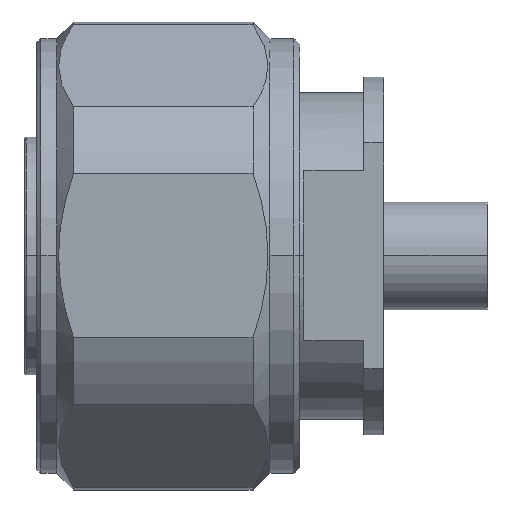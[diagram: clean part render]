
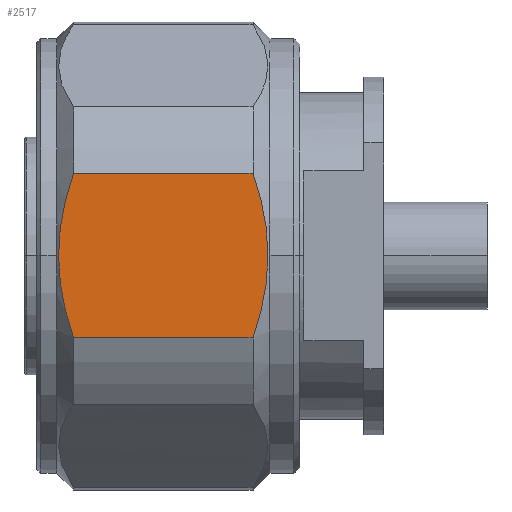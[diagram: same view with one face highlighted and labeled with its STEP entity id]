
A CAD part, top view. The second image highlights one B-rep face of the part: STEP entity #2517.
In plain terms, the highlighted planar face has unit normal (0, 0, 1).
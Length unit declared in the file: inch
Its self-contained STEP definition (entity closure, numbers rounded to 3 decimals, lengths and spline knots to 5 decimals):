
#27 = VERTEX_POINT ( 'NONE', #1338 ) ;
#55 = CARTESIAN_POINT ( 'NONE',  ( 0.47966, -0.02755, 0.43306 ) ) ;
#87 = CARTESIAN_POINT ( 'NONE',  ( 0.47542, -0.06539, 0.43307 ) ) ;
#166 = EDGE_CURVE ( 'NONE', #4014, #2251, #2727, .T. ) ;
#220 = CARTESIAN_POINT ( 'NONE',  ( 0.07815, -0.09926, 0.43307 ) ) ;
#290 = CARTESIAN_POINT ( 'NONE',  ( 0.45079, -0.16263, 0.43307 ) ) ;
#297 = PLANE ( 'NONE',  #3184 ) ;
#299 = CARTESIAN_POINT ( 'NONE',  ( 0.48031, 0., 0.43307 ) ) ;
#347 = CARTESIAN_POINT ( 'NONE',  ( 0.02362, -0.16263, 0.43307 ) ) ;
#412 = CARTESIAN_POINT ( 'NONE',  ( 0.07349, 0.0756, 0.43308 ) ) ;
#486 = EDGE_CURVE ( 'NONE', #2757, #27, #1442, .T. ) ;
#571 = CARTESIAN_POINT ( 'NONE',  ( 0.47374, -0.07577, 0.43307 ) ) ;
#579 = LINE ( 'NONE', #1823, #2664 ) ;
#595 = CARTESIAN_POINT ( 'NONE',  ( 0.48031, -0.01382, 0.43307 ) ) ;
#668 = CARTESIAN_POINT ( 'NONE',  ( 0.09646, -0.16263, 0.43307 ) ) ;
#723 = EDGE_CURVE ( 'NONE', #27, #4552, #4201, .T. ) ;
#778 = CARTESIAN_POINT ( 'NONE',  ( 0.06693, 0., 0.43307 ) ) ;
#793 = CARTESIAN_POINT ( 'NONE',  ( 0.45079, 0.16263, 0.43307 ) ) ;
#860 = CARTESIAN_POINT ( 'NONE',  ( 0.48031, 0., 0.43307 ) ) ;
#936 = CARTESIAN_POINT ( 'NONE',  ( 0.08695, 0.13558, 0.43307 ) ) ;
#962 = CARTESIAN_POINT ( 'NONE',  ( 0.07443, 0.08088, 0.43308 ) ) ;
#1003 = CARTESIAN_POINT ( 'NONE',  ( 0.46029, -0.1356, 0.43307 ) ) ;
#1023 = CARTESIAN_POINT ( 'NONE',  ( 0.46912, 0.09914, 0.43308 ) ) ;
#1100 = CARTESIAN_POINT ( 'NONE',  ( 0.08752, -0.13576, 0.43307 ) ) ;
#1149 = CARTESIAN_POINT ( 'NONE',  ( 0.08043, -0.10919, 0.43307 ) ) ;
#1305 = ORIENTED_EDGE ( 'NONE', *, *, #3663, .F. ) ;
#1338 = CARTESIAN_POINT ( 'NONE',  ( 0.06693, 0., 0.43307 ) ) ;
#1427 = CARTESIAN_POINT ( 'NONE',  ( 0.47689, -0.05504, 0.43307 ) ) ;
#1442 = B_SPLINE_CURVE_WITH_KNOTS ( 'NONE', 3,
 ( #3682, #2457, #1100, #5011, #1149, #220, #1974, #5437, #5487, #2842, #2003, #4232, #1585 ),
 .UNSPECIFIED., .F., .F.,
 ( 4, 2, 2, 1, 2, 2, 4 ),
 ( 0., 0.25, 0.375, 0.4375, 0.46875, 0.5, 1. ),
 .UNSPECIFIED. ) ;
#1485 = VERTEX_POINT ( 'NONE', #793 ) ;
#1585 = CARTESIAN_POINT ( 'NONE',  ( 0.06693, 0., 0.43307 ) ) ;
#1613 = DIRECTION ( 'NONE',  ( 1., 0., 0. ) ) ;
#1643 = FACE_OUTER_BOUND ( 'NONE', #4928, .T. ) ;
#1648 = CARTESIAN_POINT ( 'NONE',  ( 0.47218, 0.08428, 0.43308 ) ) ;
#1650 = CARTESIAN_POINT ( 'NONE',  ( 0.06953, 0.04803, 0.43307 ) ) ;
#1678 = CARTESIAN_POINT ( 'NONE',  ( 0.07181, 0.06523, 0.43308 ) ) ;
#1707 = CARTESIAN_POINT ( 'NONE',  ( 0.0726, 0.07041, 0.43308 ) ) ;
#1733 = LINE ( 'NONE', #347, #5649 ) ;
#1823 = CARTESIAN_POINT ( 'NONE',  ( 0.02362, 0.16263, 0.43307 ) ) ;
#1891 = CARTESIAN_POINT ( 'NONE',  ( 0.45973, 0.13572, 0.43307 ) ) ;
#1974 = CARTESIAN_POINT ( 'NONE',  ( 0.07706, -0.0943, 0.43307 ) ) ;
#2003 = CARTESIAN_POINT ( 'NONE',  ( 0.06954, -0.0549, 0.43307 ) ) ;
#2060 = EDGE_CURVE ( 'NONE', #2251, #2757, #1733, .T. ) ;
#2171 = CARTESIAN_POINT ( 'NONE',  ( 0.0741, 0.07907, 0.43308 ) ) ;
#2251 = VERTEX_POINT ( 'NONE', #290 ) ;
#2321 = CARTESIAN_POINT ( 'NONE',  ( 0.45554, 0.1491, 0.43307 ) ) ;
#2457 = CARTESIAN_POINT ( 'NONE',  ( 0.09171, -0.14912, 0.43307 ) ) ;
#2517 = ADVANCED_FACE ( 'NONE', ( #1643 ), #297, .T. ) ;
#2651 = ORIENTED_EDGE ( 'NONE', *, *, #723, .F. ) ;
#2664 = VECTOR ( 'NONE', #5368, 39.37008 ) ;
#2727 = B_SPLINE_CURVE_WITH_KNOTS ( 'NONE', 3,
 ( #3167, #595, #55, #3571, #1427, #87, #4937, #571, #4067, #3199, #4966, #1003, #2759 ),
 .UNSPECIFIED., .F., .F.,
 ( 4, 2, 2, 1, 2, 2, 4 ),
 ( 0., 0.25, 0.375, 0.4375, 0.46875, 0.5, 1. ),
 .UNSPECIFIED. ) ;
#2757 = VERTEX_POINT ( 'NONE', #668 ) ;
#2759 = CARTESIAN_POINT ( 'NONE',  ( 0.45079, -0.16263, 0.43307 ) ) ;
#2842 = CARTESIAN_POINT ( 'NONE',  ( 0.07508, -0.08446, 0.43307 ) ) ;
#2922 = CARTESIAN_POINT ( 'NONE',  ( 0.47122, 0.08918, 0.43308 ) ) ;
#3167 = CARTESIAN_POINT ( 'NONE',  ( 0.48031, 0., 0.43307 ) ) ;
#3184 = AXIS2_PLACEMENT_3D ( 'NONE', #5174, #5645, #1613 ) ;
#3199 = CARTESIAN_POINT ( 'NONE',  ( 0.4728, -0.08106, 0.43307 ) ) ;
#3350 = CARTESIAN_POINT ( 'NONE',  ( 0.48031, 0.02754, 0.43307 ) ) ;
#3493 = DIRECTION ( 'NONE',  ( -1., 0., 0. ) ) ;
#3571 = CARTESIAN_POINT ( 'NONE',  ( 0.47771, -0.04817, 0.43306 ) ) ;
#3618 = B_SPLINE_CURVE_WITH_KNOTS ( 'NONE', 3,
 ( #4527, #2321, #1891, #5406, #4986, #1023, #3759, #2922, #5177, #1648, #5537, #3350, #299 ),
 .UNSPECIFIED., .F., .F.,
 ( 4, 2, 2, 1, 2, 2, 4 ),
 ( 0., 0.25, 0.375, 0.4375, 0.46875, 0.5, 1. ),
 .UNSPECIFIED. ) ;
#3663 = EDGE_CURVE ( 'NONE', #1485, #4014, #3618, .T. ) ;
#3682 = CARTESIAN_POINT ( 'NONE',  ( 0.09646, -0.16263, 0.43307 ) ) ;
#3712 = ORIENTED_EDGE ( 'NONE', *, *, #166, .F. ) ;
#3759 = CARTESIAN_POINT ( 'NONE',  ( 0.47021, 0.09416, 0.43308 ) ) ;
#3904 = CARTESIAN_POINT ( 'NONE',  ( 0.07034, 0.05489, 0.43307 ) ) ;
#3972 = EDGE_CURVE ( 'NONE', #4552, #1485, #579, .T. ) ;
#4014 = VERTEX_POINT ( 'NONE', #860 ) ;
#4067 = CARTESIAN_POINT ( 'NONE',  ( 0.47313, -0.07924, 0.43307 ) ) ;
#4079 = CARTESIAN_POINT ( 'NONE',  ( 0.07971, 0.10911, 0.43308 ) ) ;
#4201 = B_SPLINE_CURVE_WITH_KNOTS ( 'NONE', 3,
 ( #778, #5622, #5594, #1650, #3904, #1678, #1707, #412, #2171, #962, #4079, #936, #5351 ),
 .UNSPECIFIED., .F., .F.,
 ( 4, 2, 2, 1, 2, 2, 4 ),
 ( 0., 0.25, 0.375, 0.4375, 0.46875, 0.5, 1. ),
 .UNSPECIFIED. ) ;
#4232 = CARTESIAN_POINT ( 'NONE',  ( 0.06693, -0.02765, 0.43307 ) ) ;
#4453 = ORIENTED_EDGE ( 'NONE', *, *, #486, .F. ) ;
#4527 = CARTESIAN_POINT ( 'NONE',  ( 0.45079, 0.16263, 0.43307 ) ) ;
#4552 = VERTEX_POINT ( 'NONE', #4996 ) ;
#4818 = ORIENTED_EDGE ( 'NONE', *, *, #3972, .F. ) ;
#4928 = EDGE_LOOP ( 'NONE', ( #4946, #3712, #1305, #4818, #2651, #4453 ) ) ;
#4937 = CARTESIAN_POINT ( 'NONE',  ( 0.47463, -0.07058, 0.43307 ) ) ;
#4946 = ORIENTED_EDGE ( 'NONE', *, *, #2060, .F. ) ;
#4966 = CARTESIAN_POINT ( 'NONE',  ( 0.46752, -0.10919, 0.43307 ) ) ;
#4986 = CARTESIAN_POINT ( 'NONE',  ( 0.46683, 0.1091, 0.43308 ) ) ;
#4996 = CARTESIAN_POINT ( 'NONE',  ( 0.09646, 0.16263, 0.43307 ) ) ;
#5011 = CARTESIAN_POINT ( 'NONE',  ( 0.0821, -0.11582, 0.43307 ) ) ;
#5174 = CARTESIAN_POINT ( 'NONE',  ( 0.75984, -0.25003, 0.43307 ) ) ;
#5177 = CARTESIAN_POINT ( 'NONE',  ( 0.47188, 0.08586, 0.43308 ) ) ;
#5351 = CARTESIAN_POINT ( 'NONE',  ( 0.09646, 0.16263, 0.43307 ) ) ;
#5368 = DIRECTION ( 'NONE',  ( 1., 0., 0. ) ) ;
#5406 = CARTESIAN_POINT ( 'NONE',  ( 0.46516, 0.11574, 0.43307 ) ) ;
#5437 = CARTESIAN_POINT ( 'NONE',  ( 0.07604, -0.08934, 0.43307 ) ) ;
#5487 = CARTESIAN_POINT ( 'NONE',  ( 0.07539, -0.08603, 0.43307 ) ) ;
#5537 = CARTESIAN_POINT ( 'NONE',  ( 0.47771, 0.05473, 0.43308 ) ) ;
#5594 = CARTESIAN_POINT ( 'NONE',  ( 0.06758, 0.02745, 0.43307 ) ) ;
#5622 = CARTESIAN_POINT ( 'NONE',  ( 0.06693, 0.01377, 0.43307 ) ) ;
#5645 = DIRECTION ( 'NONE',  ( 0., 0., 1. ) ) ;
#5649 = VECTOR ( 'NONE', #3493, 39.37008 ) ;
